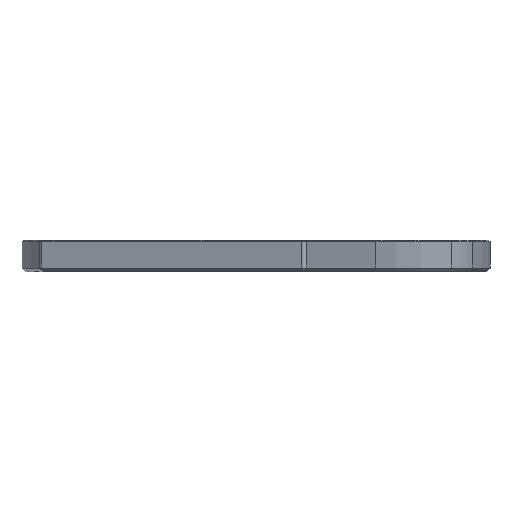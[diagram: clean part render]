
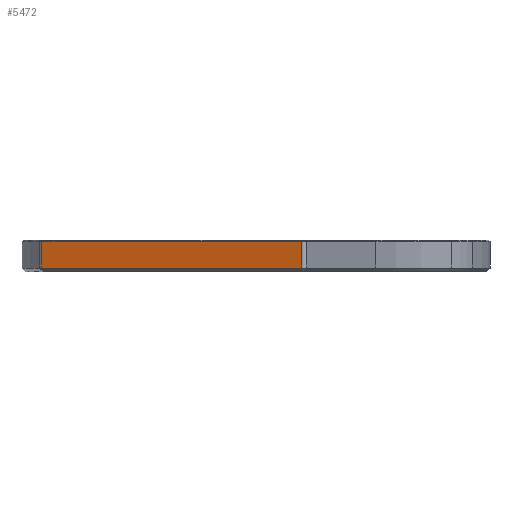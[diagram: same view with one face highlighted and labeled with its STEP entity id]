
A CAD part, left-side view. The second image highlights one B-rep face of the part: STEP entity #5472.
In plain terms, the highlighted planar face has unit normal (-0.94, 0.342, 0).
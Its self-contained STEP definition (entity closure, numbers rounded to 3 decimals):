
#147=PLANE('',#6033);
#422=LINE('',#9167,#826);
#442=LINE('',#9230,#846);
#443=LINE('',#9234,#847);
#444=LINE('',#9235,#848);
#826=VECTOR('',#7232,10.);
#846=VECTOR('',#7300,10.);
#847=VECTOR('',#7305,1.5);
#848=VECTOR('',#7306,10.);
#1334=FACE_OUTER_BOUND('',#1684,.T.);
#1684=EDGE_LOOP('',(#4317,#4318,#4319,#4320));
#2637=VERTEX_POINT('',#9164);
#2638=VERTEX_POINT('',#9166);
#2657=VERTEX_POINT('',#9229);
#2658=VERTEX_POINT('',#9233);
#3253=EDGE_CURVE('',#2637,#2638,#422,.T.);
#3285=EDGE_CURVE('',#2638,#2657,#442,.T.);
#3287=EDGE_CURVE('',#2637,#2658,#443,.T.);
#3288=EDGE_CURVE('',#2657,#2658,#444,.T.);
#4317=ORIENTED_EDGE('',*,*,#3253,.F.);
#4318=ORIENTED_EDGE('',*,*,#3287,.T.);
#4319=ORIENTED_EDGE('',*,*,#3288,.F.);
#4320=ORIENTED_EDGE('',*,*,#3285,.F.);
#5472=ADVANCED_FACE('',(#1334),#147,.F.);
#6033=AXIS2_PLACEMENT_3D('',#9232,#7303,#7304);
#7232=DIRECTION('',(0.342,0.94,0.));
#7300=DIRECTION('',(0.,0.,1.));
#7303=DIRECTION('center_axis',(0.94,-0.342,0.));
#7304=DIRECTION('ref_axis',(-0.342,-0.94,0.));
#7305=DIRECTION('',(0.,0.,1.));
#7306=DIRECTION('',(-0.342,-0.94,0.));
#9164=CARTESIAN_POINT('',(6.431,-117.403,1.402));
#9166=CARTESIAN_POINT('',(42.701,-17.754,1.402));
#9167=CARTESIAN_POINT('',(36.74,-34.132,1.402));
#9229=CARTESIAN_POINT('',(42.701,-17.754,11.662));
#9230=CARTESIAN_POINT('',(42.701,-17.754,1.902));
#9232=CARTESIAN_POINT('Origin',(41.266,-21.697,1.902));
#9233=CARTESIAN_POINT('',(6.431,-117.403,11.662));
#9234=CARTESIAN_POINT('',(6.431,-117.403,1.902));
#9235=CARTESIAN_POINT('',(36.464,-34.89,11.662));
